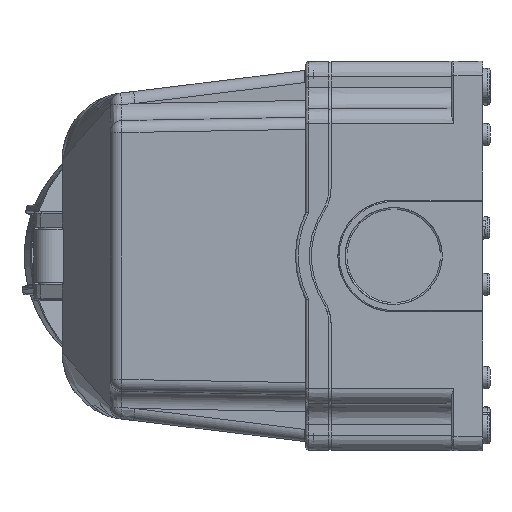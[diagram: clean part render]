
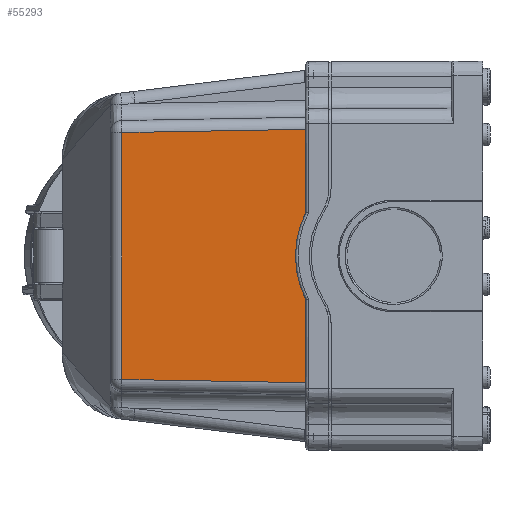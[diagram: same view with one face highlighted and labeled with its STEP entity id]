
A CAD part, left-side view. The second image highlights one B-rep face of the part: STEP entity #55293.
In plain terms, the highlighted planar face has unit normal (-1, 0.018, 0).
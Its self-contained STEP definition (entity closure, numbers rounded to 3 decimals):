
#1653 = CARTESIAN_POINT ( 'NONE',  ( -126.793, 76.798, 1.553 ) ) ;
#4832 = EDGE_CURVE ( 'NONE', #13416, #110147, #62322, .T. ) ;
#5287 = ORIENTED_EDGE ( 'NONE', *, *, #87938, .T. ) ;
#5798 = CARTESIAN_POINT ( 'NONE',  ( -126.868, 72.5, -57.618 ) ) ;
#6705 = LINE ( 'NONE', #86220, #80120 ) ;
#7318 = CARTESIAN_POINT ( 'NONE',  ( -126.868, 72.5, -57.618 ) ) ;
#7660 = CARTESIAN_POINT ( 'NONE',  ( -125.534, 148.927, -56.198 ) ) ;
#8374 = VECTOR ( 'NONE', #94794, 1000. ) ;
#10473 = CARTESIAN_POINT ( 'NONE',  ( -126.843, 73.919, -15.387 ) ) ;
#11043 = CARTESIAN_POINT ( 'NONE',  ( -125.534, 148.927, 51.284 ) ) ;
#11243 = LINE ( 'NONE', #7660, #59173 ) ;
#11280 = CARTESIAN_POINT ( 'NONE',  ( -126.799, 76.439, 5.455 ) ) ;
#13416 = VERTEX_POINT ( 'NONE', #97750 ) ;
#13421 = ORIENTED_EDGE ( 'NONE', *, *, #98319, .T. ) ;
#15402 = DIRECTION ( 'NONE',  ( -0.017, -1., 0. ) ) ;
#15420 = DIRECTION ( 'NONE',  ( -0.017, -1., -0.017 ) ) ;
#16922 = DIRECTION ( 'NONE',  ( 0., 0., 1. ) ) ;
#20365 = EDGE_CURVE ( 'NONE', #110147, #79137, #11243, .T. ) ;
#20466 = CARTESIAN_POINT ( 'NONE',  ( -126.868, 72.5, -18.229 ) ) ;
#20865 = CARTESIAN_POINT ( 'NONE',  ( -126.806, 76.055, 7.789 ) ) ;
#20911 = EDGE_CURVE ( 'NONE', #72675, #97865, #6705, .T. ) ;
#24131 = CARTESIAN_POINT ( 'NONE',  ( -125.534, 148.927, -51.284 ) ) ;
#26157 = ORIENTED_EDGE ( 'NONE', *, *, #4832, .T. ) ;
#29388 = LINE ( 'NONE', #72825, #83410 ) ;
#30108 = CARTESIAN_POINT ( 'NONE',  ( -126.824, 74.982, -12.438 ) ) ;
#30515 = CARTESIAN_POINT ( 'NONE',  ( -126.824, 74.99, 12.424 ) ) ;
#38430 = DIRECTION ( 'NONE',  ( 0., 0., 1. ) ) ;
#39743 = CARTESIAN_POINT ( 'NONE',  ( -126.806, 76.043, -7.852 ) ) ;
#40124 = CARTESIAN_POINT ( 'NONE',  ( -126.868, 72.5, 18.229 ) ) ;
#44800 = ORIENTED_EDGE ( 'NONE', *, *, #20365, .T. ) ;
#49361 = CARTESIAN_POINT ( 'NONE',  ( -126.799, 76.431, -5.514 ) ) ;
#49806 = FACE_OUTER_BOUND ( 'NONE', #89654, .T. ) ;
#54800 = VERTEX_POINT ( 'NONE', #74900 ) ;
#55293 = ADVANCED_FACE ( 'NONE', ( #49806 ), #63156, .T. ) ;
#58190 = CARTESIAN_POINT ( 'NONE',  ( -126.868, 72.5, -18.229 ) ) ;
#58998 = CARTESIAN_POINT ( 'NONE',  ( -126.793, 76.797, -1.581 ) ) ;
#59173 = VECTOR ( 'NONE', #65033, 1000. ) ;
#62322 = LINE ( 'NONE', #104827, #8374 ) ;
#63156 = PLANE ( 'NONE',  #72389 ) ;
#65033 = DIRECTION ( 'NONE',  ( 0., 0., -1. ) ) ;
#66921 = VECTOR ( 'NONE', #16922, 1000. ) ;
#68660 = CARTESIAN_POINT ( 'NONE',  ( -126.794, 76.709, 3.116 ) ) ;
#72389 = AXIS2_PLACEMENT_3D ( 'NONE', #5798, #72803, #15402 ) ;
#72675 = VERTEX_POINT ( 'NONE', #107207 ) ;
#72803 = DIRECTION ( 'NONE',  ( -1., 0.017, 0. ) ) ;
#72825 = CARTESIAN_POINT ( 'NONE',  ( -126.869, 72.413, -52.62 ) ) ;
#74900 = CARTESIAN_POINT ( 'NONE',  ( -126.868, 72.5, 18.229 ) ) ;
#78281 = CARTESIAN_POINT ( 'NONE',  ( -126.801, 76.327, 6.234 ) ) ;
#79137 = VERTEX_POINT ( 'NONE', #24131 ) ;
#80120 = VECTOR ( 'NONE', #38430, 1000. ) ;
#83410 = VECTOR ( 'NONE', #15420, 1000. ) ;
#86220 = CARTESIAN_POINT ( 'NONE',  ( -126.868, 72.5, -57.618 ) ) ;
#87920 = CARTESIAN_POINT ( 'NONE',  ( -126.808, 75.896, 8.568 ) ) ;
#87938 = EDGE_CURVE ( 'NONE', #97865, #54800, #111107, .T. ) ;
#89654 = EDGE_LOOP ( 'NONE', ( #103028, #5287, #13421, #26157, #44800, #102009 ) ) ;
#94794 = DIRECTION ( 'NONE',  ( 0.017, 1., -0.017 ) ) ;
#97139 = CARTESIAN_POINT ( 'NONE',  ( -126.809, 75.884, -8.622 ) ) ;
#97539 = CARTESIAN_POINT ( 'NONE',  ( -126.843, 73.919, 15.387 ) ) ;
#97750 = CARTESIAN_POINT ( 'NONE',  ( -126.868, 72.5, 52.619 ) ) ;
#97865 = VERTEX_POINT ( 'NONE', #58190 ) ;
#98319 = EDGE_CURVE ( 'NONE', #54800, #13416, #98381, .T. ) ;
#98381 = LINE ( 'NONE', #7318, #66921 ) ;
#102009 = ORIENTED_EDGE ( 'NONE', *, *, #110965, .T. ) ;
#103028 = ORIENTED_EDGE ( 'NONE', *, *, #20911, .T. ) ;
#104827 = CARTESIAN_POINT ( 'NONE',  ( -126.834, 74.423, 52.585 ) ) ;
#106756 = CARTESIAN_POINT ( 'NONE',  ( -126.801, 76.316, -6.299 ) ) ;
#107207 = CARTESIAN_POINT ( 'NONE',  ( -126.868, 72.5, -52.619 ) ) ;
#110147 = VERTEX_POINT ( 'NONE', #11043 ) ;
#110965 = EDGE_CURVE ( 'NONE', #79137, #72675, #29388, .T. ) ;
#111107 = B_SPLINE_CURVE_WITH_KNOTS ( 'NONE', 3,
 ( #20466, #10473, #30108, #97139, #39743, #106756, #49361, #116372, #58998, #1653, #68660, #11280, #78281, #20865, #87920, #30515, #97539, #40124 ),
 .UNSPECIFIED., .F., .F.,
 ( 4, 2, 2, 2, 2, 2, 2, 2, 4 ),
 ( 0., 0.009, 0.012, 0.014, 0.019, 0.023, 0.026, 0.028, 0.038 ),
 .UNSPECIFIED. ) ;
#116372 = CARTESIAN_POINT ( 'NONE',  ( -126.794, 76.707, -3.152 ) ) ;
